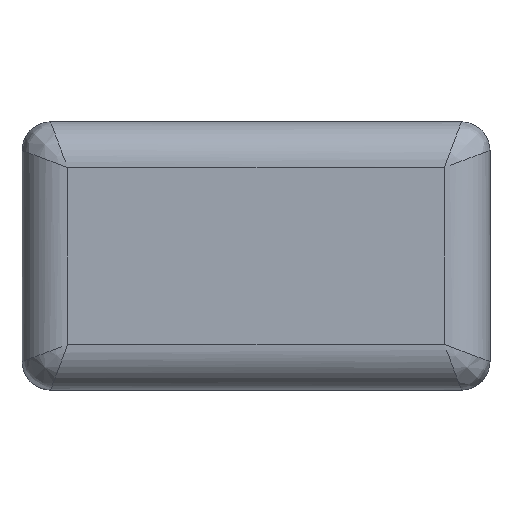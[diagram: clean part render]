
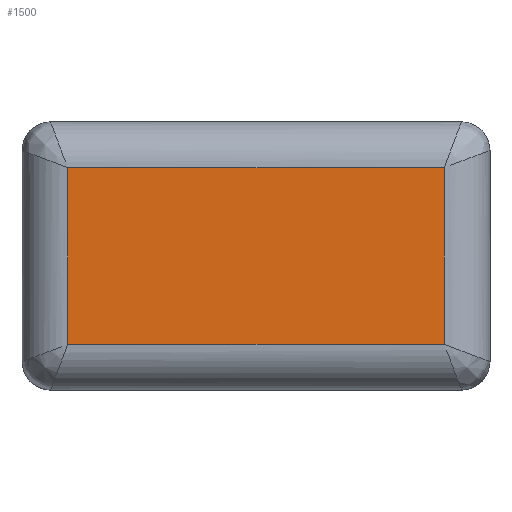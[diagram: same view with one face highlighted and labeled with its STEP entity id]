
A CAD part, left-side view. The second image highlights one B-rep face of the part: STEP entity #1500.
In plain terms, the highlighted planar face has unit normal (-1, 0, 0).
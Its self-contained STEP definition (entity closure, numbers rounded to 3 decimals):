
#11 = AXIS2_PLACEMENT_3D ( 'NONE', #1498, #235, #1707 ) ;
#149 = CARTESIAN_POINT ( 'NONE',  ( -0.8, 0.33, 0.39 ) ) ;
#161 = DIRECTION ( 'NONE',  ( 0., -1., 0. ) ) ;
#194 = CARTESIAN_POINT ( 'NONE',  ( -0.8, -0.33, 0.47 ) ) ;
#235 = DIRECTION ( 'NONE',  ( 1., 0., 0. ) ) ;
#299 = LINE ( 'NONE', #1633, #1356 ) ;
#351 = EDGE_CURVE ( 'NONE', #628, #1667, #1726, .T. ) ;
#387 = DIRECTION ( 'NONE',  ( 0., 1., 0. ) ) ;
#424 = ORIENTED_EDGE ( 'NONE', *, *, #351, .T. ) ;
#438 = PLANE ( 'NONE',  #11 ) ;
#474 = VECTOR ( 'NONE', #2095, 1000. ) ;
#588 = VECTOR ( 'NONE', #387, 1000. ) ;
#610 = VECTOR ( 'NONE', #675, 1000. ) ;
#628 = VERTEX_POINT ( 'NONE', #2178 ) ;
#675 = DIRECTION ( 'NONE',  ( 0., 0., -1. ) ) ;
#758 = VERTEX_POINT ( 'NONE', #2445 ) ;
#1021 = LINE ( 'NONE', #194, #474 ) ;
#1121 = FACE_OUTER_BOUND ( 'NONE', #2309, .T. ) ;
#1168 = LINE ( 'NONE', #1303, #610 ) ;
#1194 = EDGE_CURVE ( 'NONE', #1667, #2466, #1168, .T. ) ;
#1298 = EDGE_CURVE ( 'NONE', #2466, #758, #299, .T. ) ;
#1303 = CARTESIAN_POINT ( 'NONE',  ( -0.8, 0.33, 0.47 ) ) ;
#1356 = VECTOR ( 'NONE', #161, 1000. ) ;
#1399 = EDGE_CURVE ( 'NONE', #758, #628, #1021, .T. ) ;
#1443 = CARTESIAN_POINT ( 'NONE',  ( -0.8, -0.41, 0.39 ) ) ;
#1498 = CARTESIAN_POINT ( 'NONE',  ( -0.8, -0.41, 0.47 ) ) ;
#1500 = ADVANCED_FACE ( 'NONE', ( #1121 ), #438, .F. ) ;
#1633 = CARTESIAN_POINT ( 'NONE',  ( -0.8, 0., 0.08 ) ) ;
#1667 = VERTEX_POINT ( 'NONE', #149 ) ;
#1707 = DIRECTION ( 'NONE',  ( 0., 0., -1. ) ) ;
#1724 = ORIENTED_EDGE ( 'NONE', *, *, #1298, .T. ) ;
#1726 = LINE ( 'NONE', #1443, #588 ) ;
#2095 = DIRECTION ( 'NONE',  ( 0., 0., 1. ) ) ;
#2178 = CARTESIAN_POINT ( 'NONE',  ( -0.8, -0.33, 0.39 ) ) ;
#2239 = ORIENTED_EDGE ( 'NONE', *, *, #1399, .T. ) ;
#2309 = EDGE_LOOP ( 'NONE', ( #2683, #1724, #2239, #424 ) ) ;
#2387 = CARTESIAN_POINT ( 'NONE',  ( -0.8, 0.33, 0.08 ) ) ;
#2445 = CARTESIAN_POINT ( 'NONE',  ( -0.8, -0.33, 0.08 ) ) ;
#2466 = VERTEX_POINT ( 'NONE', #2387 ) ;
#2683 = ORIENTED_EDGE ( 'NONE', *, *, #1194, .T. ) ;
